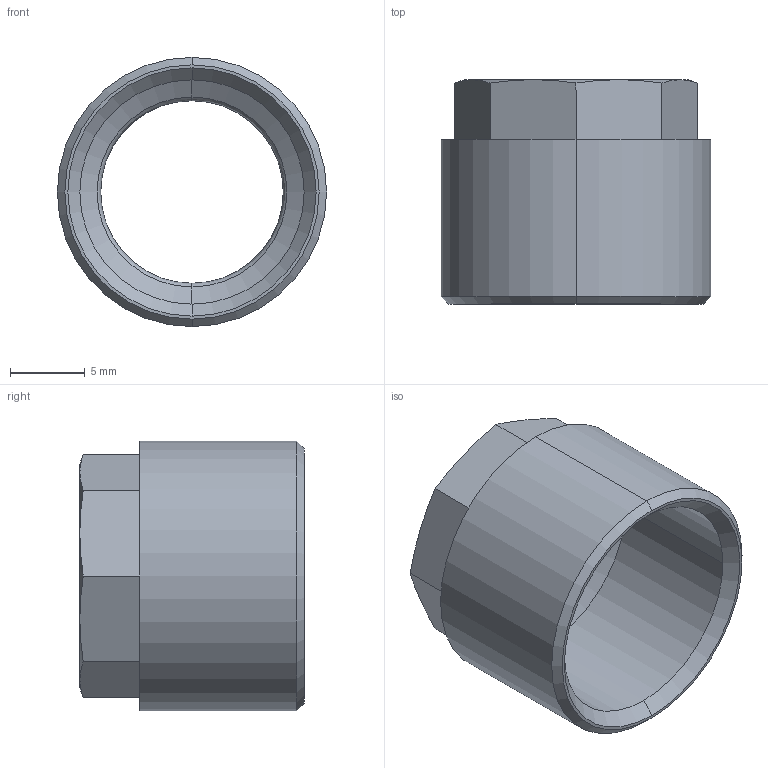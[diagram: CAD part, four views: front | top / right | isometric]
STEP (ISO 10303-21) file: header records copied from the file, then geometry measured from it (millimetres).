
FILE_DESCRIPTION (( 'STEP AP214' ), '1' );
FILE_NAME ('0170000016X00A.STEP', '2013-02-25T17:34:53', ( '' ), ( '' ), 'SwSTEP 2.0', 'SolidWorks 2012', '' );
FILE_SCHEMA (( 'AUTOMOTIVE_DESIGN' ));
Length unit declared in the file: millimetre
Products named in the file (1): 0170000016X00A
Bounding box: 18 x 15 x 18 mm (x, y, z)
Volume: 1143.9 mm3; surface area: 1685.7 mm2
Topology: 1 solids, 1 shells, 36 faces, 86 edges, 53 vertices
Faces by surface type: cone 15, plane 11, cylinder 6, bspline 4
Entity records: 1161 total; most frequent: CARTESIAN_POINT 302, ORIENTED_EDGE 172, DIRECTION 165, EDGE_CURVE 86, AXIS2_PLACEMENT_3D 68, VERTEX_POINT 53, EDGE_LOOP 39, ADVANCED_FACE 36
